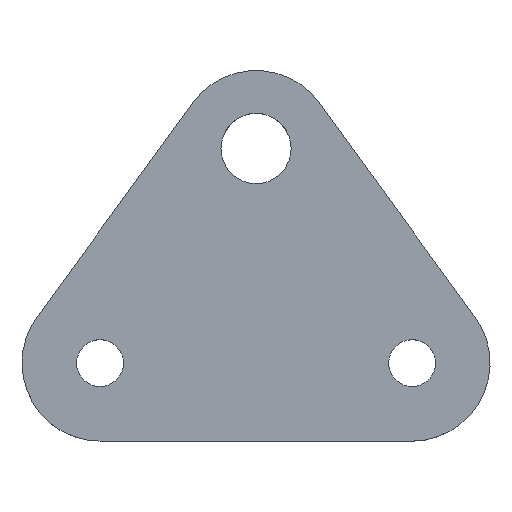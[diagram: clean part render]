
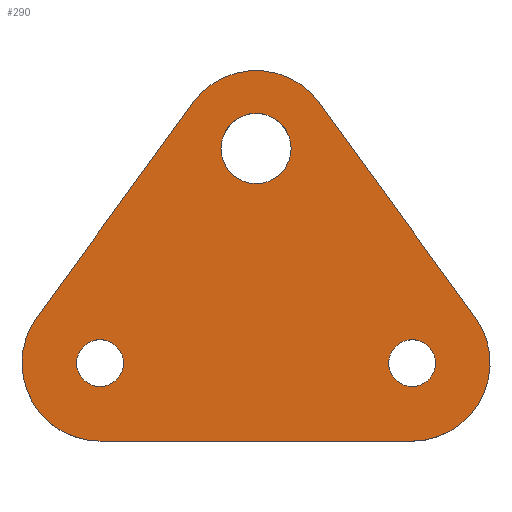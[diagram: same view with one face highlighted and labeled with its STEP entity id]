
A CAD part, top view. The second image highlights one B-rep face of the part: STEP entity #290.
In plain terms, the highlighted planar face has unit normal (0, 0, 1).
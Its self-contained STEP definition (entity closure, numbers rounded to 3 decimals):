
#2 = CARTESIAN_POINT ( 'NONE',  ( -8.087, 13.382, 5. ) ) ;
#5 = CIRCLE ( 'NONE', #343, 4.5 ) ;
#8 = CARTESIAN_POINT ( 'NONE',  ( 17., -20., 5. ) ) ;
#9 = ORIENTED_EDGE ( 'NONE', *, *, #92, .T. ) ;
#11 = EDGE_CURVE ( 'NONE', #209, #316, #145, .T. ) ;
#18 = DIRECTION ( 'NONE',  ( 1., 0., 0. ) ) ;
#21 = AXIS2_PLACEMENT_3D ( 'NONE', #161, #491, #121 ) ;
#25 = CARTESIAN_POINT ( 'NONE',  ( -4.5, 7.5, 5. ) ) ;
#27 = ORIENTED_EDGE ( 'NONE', *, *, #360, .T. ) ;
#38 = LINE ( 'NONE', #523, #363 ) ;
#39 = EDGE_CURVE ( 'NONE', #385, #159, #129, .T. ) ;
#40 = CIRCLE ( 'NONE', #107, 10. ) ;
#45 = DIRECTION ( 'NONE',  ( 0., 0., 1. ) ) ;
#53 = LINE ( 'NONE', #488, #305 ) ;
#54 = DIRECTION ( 'NONE',  ( 1., 0., 0. ) ) ;
#63 = DIRECTION ( 'NONE',  ( 0., 0., 1. ) ) ;
#71 = VERTEX_POINT ( 'NONE', #177 ) ;
#74 = ORIENTED_EDGE ( 'NONE', *, *, #486, .F. ) ;
#77 = VECTOR ( 'NONE', #160, 1000. ) ;
#83 = DIRECTION ( 'NONE',  ( 1., 0., 0. ) ) ;
#87 = CARTESIAN_POINT ( 'NONE',  ( 20., -20., 5. ) ) ;
#89 = ORIENTED_EDGE ( 'NONE', *, *, #228, .F. ) ;
#92 = EDGE_CURVE ( 'NONE', #249, #308, #40, .T. ) ;
#93 = DIRECTION ( 'NONE',  ( 0., 0., 1. ) ) ;
#95 = VERTEX_POINT ( 'NONE', #371 ) ;
#103 = CARTESIAN_POINT ( 'NONE',  ( 4.5, 7.5, 5. ) ) ;
#104 = DIRECTION ( 'NONE',  ( 0., 0., 1. ) ) ;
#105 = DIRECTION ( 'NONE',  ( 0., 0., 1. ) ) ;
#106 = VERTEX_POINT ( 'NONE', #103 ) ;
#107 = AXIS2_PLACEMENT_3D ( 'NONE', #419, #346, #387 ) ;
#113 = DIRECTION ( 'NONE',  ( 1., 0., 0. ) ) ;
#117 = ORIENTED_EDGE ( 'NONE', *, *, #332, .F. ) ;
#120 = DIRECTION ( 'NONE',  ( 0., 0., 1. ) ) ;
#121 = DIRECTION ( 'NONE',  ( 1., 0., 0. ) ) ;
#123 = EDGE_LOOP ( 'NONE', ( #74, #309 ) ) ;
#129 = CIRCLE ( 'NONE', #399, 3. ) ;
#138 = CARTESIAN_POINT ( 'NONE',  ( 0., 7.5, 5. ) ) ;
#139 = CARTESIAN_POINT ( 'NONE',  ( -20., -30., 5. ) ) ;
#144 = VERTEX_POINT ( 'NONE', #2 ) ;
#145 = CIRCLE ( 'NONE', #355, 10. ) ;
#146 = DIRECTION ( 'NONE',  ( 1., 0., 0. ) ) ;
#147 = CARTESIAN_POINT ( 'NONE',  ( 20., -20., 5. ) ) ;
#157 = ORIENTED_EDGE ( 'NONE', *, *, #39, .F. ) ;
#159 = VERTEX_POINT ( 'NONE', #8 ) ;
#160 = DIRECTION ( 'NONE',  ( -0.588, 0.809, 0. ) ) ;
#161 = CARTESIAN_POINT ( 'NONE',  ( -20., -20., 5. ) ) ;
#175 = FACE_BOUND ( 'NONE', #510, .T. ) ;
#177 = CARTESIAN_POINT ( 'NONE',  ( -28.087, -14.118, 5. ) ) ;
#180 = EDGE_CURVE ( 'NONE', #445, #193, #320, .T. ) ;
#182 = FACE_OUTER_BOUND ( 'NONE', #420, .T. ) ;
#193 = VERTEX_POINT ( 'NONE', #365 ) ;
#195 = ORIENTED_EDGE ( 'NONE', *, *, #322, .T. ) ;
#196 = EDGE_LOOP ( 'NONE', ( #117, #89 ) ) ;
#197 = CARTESIAN_POINT ( 'NONE',  ( 8.087, 13.382, 5. ) ) ;
#200 = ORIENTED_EDGE ( 'NONE', *, *, #220, .F. ) ;
#205 = DIRECTION ( 'NONE',  ( 1., 0., 0. ) ) ;
#208 = DIRECTION ( 'NONE',  ( 1., 0., 0. ) ) ;
#209 = VERTEX_POINT ( 'NONE', #234 ) ;
#214 = CIRCLE ( 'NONE', #515, 10. ) ;
#217 = DIRECTION ( 'NONE',  ( 1., 0., 0. ) ) ;
#218 = DIRECTION ( 'NONE',  ( 1., 0., 0. ) ) ;
#220 = EDGE_CURVE ( 'NONE', #159, #385, #478, .T. ) ;
#228 = EDGE_CURVE ( 'NONE', #106, #434, #403, .T. ) ;
#234 = CARTESIAN_POINT ( 'NONE',  ( 20., -30., 5. ) ) ;
#243 = CARTESIAN_POINT ( 'NONE',  ( 20., -20., 5. ) ) ;
#248 = CARTESIAN_POINT ( 'NONE',  ( 0., 7.5, 5. ) ) ;
#249 = VERTEX_POINT ( 'NONE', #415 ) ;
#262 = FACE_BOUND ( 'NONE', #196, .T. ) ;
#263 = EDGE_CURVE ( 'NONE', #308, #209, #53, .T. ) ;
#264 = DIRECTION ( 'NONE',  ( 1., 0., 0. ) ) ;
#268 = AXIS2_PLACEMENT_3D ( 'NONE', #426, #63, #218 ) ;
#271 = LINE ( 'NONE', #197, #77 ) ;
#279 = AXIS2_PLACEMENT_3D ( 'NONE', #283, #120, #83 ) ;
#281 = EDGE_CURVE ( 'NONE', #95, #144, #498, .T. ) ;
#283 = CARTESIAN_POINT ( 'NONE',  ( -20., -20., 5. ) ) ;
#290 = ADVANCED_FACE ( 'NONE', ( #175, #182, #339, #262 ), #429, .T. ) ;
#295 = AXIS2_PLACEMENT_3D ( 'NONE', #243, #405, #205 ) ;
#301 = DIRECTION ( 'NONE',  ( 0., 0., 1. ) ) ;
#305 = VECTOR ( 'NONE', #217, 1000. ) ;
#308 = VERTEX_POINT ( 'NONE', #139 ) ;
#309 = ORIENTED_EDGE ( 'NONE', *, *, #180, .F. ) ;
#316 = VERTEX_POINT ( 'NONE', #464 ) ;
#320 = CIRCLE ( 'NONE', #21, 3. ) ;
#322 = EDGE_CURVE ( 'NONE', #71, #249, #214, .T. ) ;
#332 = EDGE_CURVE ( 'NONE', #434, #106, #5, .T. ) ;
#338 = ORIENTED_EDGE ( 'NONE', *, *, #416, .T. ) ;
#339 = FACE_BOUND ( 'NONE', #123, .T. ) ;
#343 = AXIS2_PLACEMENT_3D ( 'NONE', #472, #383, #113 ) ;
#346 = DIRECTION ( 'NONE',  ( 0., 0., 1. ) ) ;
#347 = ORIENTED_EDGE ( 'NONE', *, *, #11, .T. ) ;
#355 = AXIS2_PLACEMENT_3D ( 'NONE', #147, #93, #264 ) ;
#360 = EDGE_CURVE ( 'NONE', #316, #95, #271, .T. ) ;
#361 = DIRECTION ( 'NONE',  ( -0.588, -0.809, 0. ) ) ;
#362 = AXIS2_PLACEMENT_3D ( 'NONE', #248, #45, #208 ) ;
#363 = VECTOR ( 'NONE', #361, 1000. ) ;
#365 = CARTESIAN_POINT ( 'NONE',  ( -23., -20., 5. ) ) ;
#371 = CARTESIAN_POINT ( 'NONE',  ( 8.087, 13.382, 5. ) ) ;
#381 = CARTESIAN_POINT ( 'NONE',  ( -20., -20., 5. ) ) ;
#383 = DIRECTION ( 'NONE',  ( 0., 0., 1. ) ) ;
#385 = VERTEX_POINT ( 'NONE', #517 ) ;
#387 = DIRECTION ( 'NONE',  ( 1., 0., 0. ) ) ;
#399 = AXIS2_PLACEMENT_3D ( 'NONE', #87, #105, #54 ) ;
#403 = CIRCLE ( 'NONE', #362, 4.5 ) ;
#405 = DIRECTION ( 'NONE',  ( 0., 0., 1. ) ) ;
#410 = ORIENTED_EDGE ( 'NONE', *, *, #263, .T. ) ;
#415 = CARTESIAN_POINT ( 'NONE',  ( -30., -20., 5. ) ) ;
#416 = EDGE_CURVE ( 'NONE', #144, #71, #38, .T. ) ;
#419 = CARTESIAN_POINT ( 'NONE',  ( -20., -20., 5. ) ) ;
#420 = EDGE_LOOP ( 'NONE', ( #436, #338, #195, #9, #410, #347, #27 ) ) ;
#426 = CARTESIAN_POINT ( 'NONE',  ( 0., 7.5, 5. ) ) ;
#429 = PLANE ( 'NONE',  #268 ) ;
#434 = VERTEX_POINT ( 'NONE', #25 ) ;
#436 = ORIENTED_EDGE ( 'NONE', *, *, #281, .T. ) ;
#439 = CARTESIAN_POINT ( 'NONE',  ( -17., -20., 5. ) ) ;
#445 = VERTEX_POINT ( 'NONE', #439 ) ;
#464 = CARTESIAN_POINT ( 'NONE',  ( 28.087, -14.118, 5. ) ) ;
#470 = AXIS2_PLACEMENT_3D ( 'NONE', #138, #104, #146 ) ;
#472 = CARTESIAN_POINT ( 'NONE',  ( 0., 7.5, 5. ) ) ;
#478 = CIRCLE ( 'NONE', #295, 3. ) ;
#486 = EDGE_CURVE ( 'NONE', #193, #445, #507, .T. ) ;
#488 = CARTESIAN_POINT ( 'NONE',  ( -20., -30., 5. ) ) ;
#491 = DIRECTION ( 'NONE',  ( 0., 0., 1. ) ) ;
#498 = CIRCLE ( 'NONE', #470, 10. ) ;
#507 = CIRCLE ( 'NONE', #279, 3. ) ;
#510 = EDGE_LOOP ( 'NONE', ( #200, #157 ) ) ;
#515 = AXIS2_PLACEMENT_3D ( 'NONE', #381, #301, #18 ) ;
#517 = CARTESIAN_POINT ( 'NONE',  ( 23., -20., 5. ) ) ;
#523 = CARTESIAN_POINT ( 'NONE',  ( -28.087, -14.118, 5. ) ) ;
